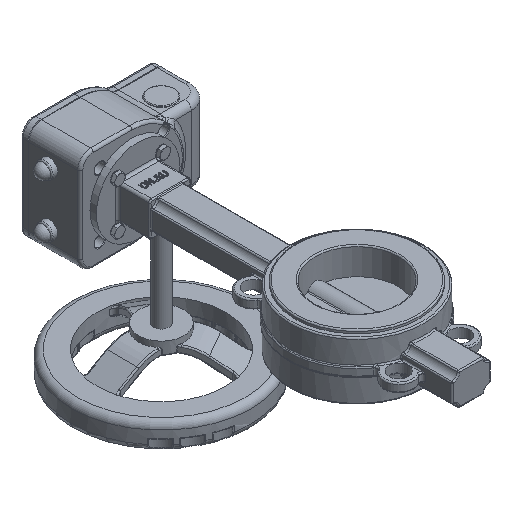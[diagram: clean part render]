
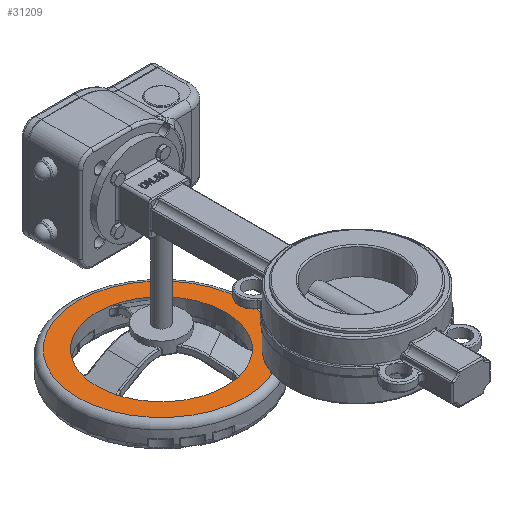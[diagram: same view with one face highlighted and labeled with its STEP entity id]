
A CAD part, isometric view. The second image highlights one B-rep face of the part: STEP entity #31209.
In plain terms, the highlighted face is planar.
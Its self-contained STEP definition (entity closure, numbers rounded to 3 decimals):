
#237=FACE_BOUND('',#9036,.T.);
#506=PLANE('',#33906);
#7053=FACE_OUTER_BOUND('',#9035,.T.);
#9035=EDGE_LOOP('',(#22353));
#9036=EDGE_LOOP('',(#22354));
#10812=CIRCLE('',#33408,50.);
#11083=CIRCLE('',#33905,65.);
#12694=VERTEX_POINT('',#49051);
#13201=VERTEX_POINT('',#55438);
#15698=EDGE_CURVE('',#12694,#12694,#10812,.T.);
#16461=EDGE_CURVE('',#13201,#13201,#11083,.T.);
#22353=ORIENTED_EDGE('',*,*,#16461,.F.);
#22354=ORIENTED_EDGE('',*,*,#15698,.T.);
#31209=ADVANCED_FACE('',(#7053,#237),#506,.T.);
#33408=AXIS2_PLACEMENT_3D('',#49052,#37642,#37643);
#33905=AXIS2_PLACEMENT_3D('',#55440,#38903,#38904);
#33906=AXIS2_PLACEMENT_3D('',#55441,#38905,#38906);
#37642=DIRECTION('center_axis',(0.,0.,1.));
#37643=DIRECTION('ref_axis',(1.,0.,0.));
#38903=DIRECTION('center_axis',(0.,0.,1.));
#38904=DIRECTION('ref_axis',(0.,1.,0.));
#38905=DIRECTION('center_axis',(0.,0.,-1.));
#38906=DIRECTION('ref_axis',(-1.,0.,0.));
#49051=CARTESIAN_POINT('',(0.,50.,17.841));
#49052=CARTESIAN_POINT('Origin',(0.,0.,17.841));
#55438=CARTESIAN_POINT('',(-65.,0.,17.841));
#55440=CARTESIAN_POINT('Origin',(0.,0.,17.841));
#55441=CARTESIAN_POINT('Origin',(0.,-70.,17.841));
